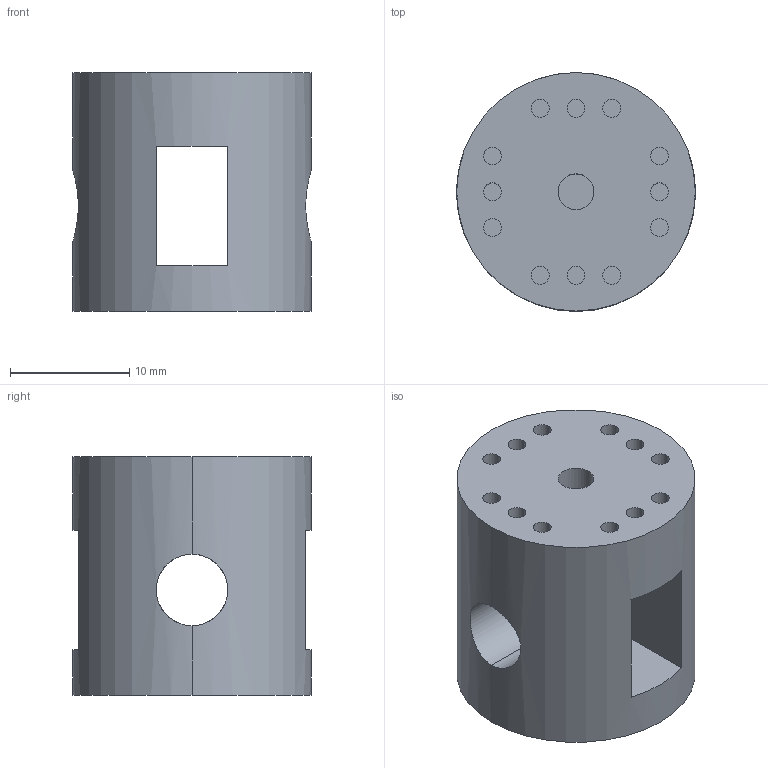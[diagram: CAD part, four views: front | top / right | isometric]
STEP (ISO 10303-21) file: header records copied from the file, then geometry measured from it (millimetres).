
FILE_DESCRIPTION (( 'STEP AP203' ), '1' );
FILE_NAME ('motor connector circular_Default_sldprt.STEP', '2025-08-06T18:24:39', ( '' ), ( '' ), 'SwSTEP 2.0', 'SolidWorks 2025', '' );
FILE_SCHEMA (( 'CONFIG_CONTROL_DESIGN' ));
Length unit declared in the file: millimetre
Products named in the file (1): motor connector circular_Default_sldprt
Bounding box: 20 x 20 x 20 mm (x, y, z)
Volume: 4571 mm3; surface area: 2852 mm2
Topology: 1 solids, 1 shells, 51 faces, 110 edges, 72 vertices
Faces by surface type: cylinder 32, plane 19
Entity records: 1621 total; most frequent: CARTESIAN_POINT 358, DIRECTION 274, ORIENTED_EDGE 220, AXIS2_PLACEMENT_3D 116, EDGE_CURVE 110, VERTEX_POINT 72, EDGE_LOOP 68, CIRCLE 64
